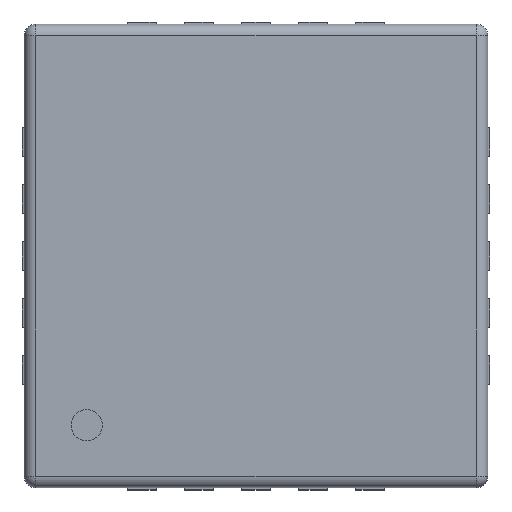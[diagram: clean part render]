
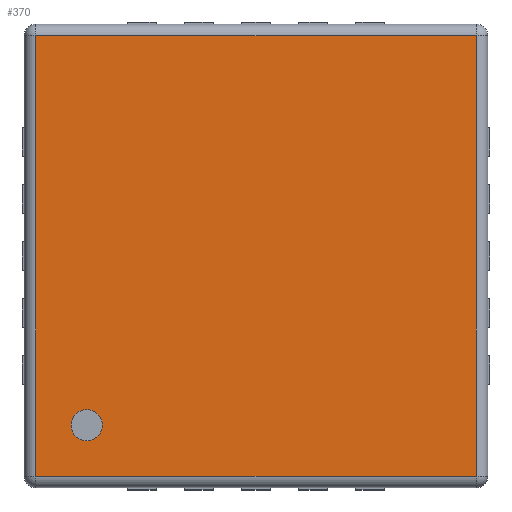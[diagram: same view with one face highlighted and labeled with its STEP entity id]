
A CAD part, top view. The second image highlights one B-rep face of the part: STEP entity #370.
In plain terms, the highlighted planar face has unit normal (0, 0, 1).
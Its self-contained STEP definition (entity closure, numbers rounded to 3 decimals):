
#370=ADVANCED_FACE('',(#1887,#1889),#1891,.T.);
#1887=FACE_BOUND('',#1888,.T.);
#1888=EDGE_LOOP('',(#3044,#3045,#3046,#3047));
#1889=FACE_BOUND('',#1890,.T.);
#1890=EDGE_LOOP('',(#3048));
#1891=PLANE('',#1892);
#1892=AXIS2_PLACEMENT_3D('',#1893,#1894,#1895);
#1893=CARTESIAN_POINT('',(0.,0.,0.55));
#1894=DIRECTION('',(0.,0.,1.));
#1895=DIRECTION('',(1.,0.,0.));
#3044=ORIENTED_EDGE('',*,*,#3730,.T.);
#3045=ORIENTED_EDGE('',*,*,#3731,.T.);
#3046=ORIENTED_EDGE('',*,*,#3732,.T.);
#3047=ORIENTED_EDGE('',*,*,#3733,.T.);
#3048=ORIENTED_EDGE('',*,*,#3729,.F.);
#3729=EDGE_CURVE('',#4142,#4142,#4143,.T.);
#3730=EDGE_CURVE('',#4144,#4145,#4146,.T.);
#3731=EDGE_CURVE('',#4145,#4147,#4148,.T.);
#3732=EDGE_CURVE('',#4147,#4149,#4150,.T.);
#3733=EDGE_CURVE('',#4149,#4144,#4151,.T.);
#4142=VERTEX_POINT('',#5002);
#4143=CIRCLE('',#5003,0.137);
#4144=VERTEX_POINT('',#5007);
#4145=VERTEX_POINT('',#5008);
#4146=LINE('',#5009,#5010);
#4147=VERTEX_POINT('',#5012);
#4148=LINE('',#5013,#5014);
#4149=VERTEX_POINT('',#5016);
#4150=LINE('',#5017,#5018);
#4151=LINE('',#5020,#5021);
#5002=CARTESIAN_POINT('',(-1.347,-1.483,0.55));
#5003=AXIS2_PLACEMENT_3D('',#5004,#5005,#5006);
#5004=CARTESIAN_POINT('',(-1.483,-1.483,0.55));
#5005=DIRECTION('',(0.,0.,1.));
#5006=DIRECTION('',(1.,0.,0.));
#5007=CARTESIAN_POINT('',(1.93,1.93,0.55));
#5008=CARTESIAN_POINT('',(-1.93,1.93,0.55));
#5009=CARTESIAN_POINT('',(1.93,1.93,0.55));
#5010=VECTOR('',#5011,1.);
#5011=DIRECTION('',(-1.,0.,0.));
#5012=CARTESIAN_POINT('',(-1.93,-1.93,0.55));
#5013=CARTESIAN_POINT('',(-1.93,1.93,0.55));
#5014=VECTOR('',#5015,1.);
#5015=DIRECTION('',(0.,-1.,0.));
#5016=CARTESIAN_POINT('',(1.93,-1.93,0.55));
#5017=CARTESIAN_POINT('',(-1.93,-1.93,0.55));
#5018=VECTOR('',#5019,1.);
#5019=DIRECTION('',(1.,0.,0.));
#5020=CARTESIAN_POINT('',(1.93,-1.93,0.55));
#5021=VECTOR('',#5022,1.);
#5022=DIRECTION('',(0.,1.,0.));
